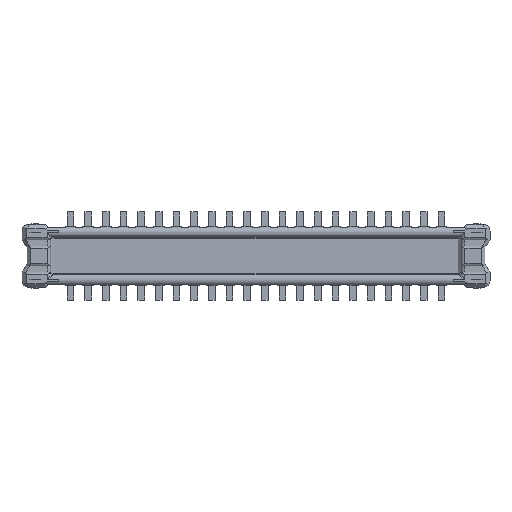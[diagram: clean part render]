
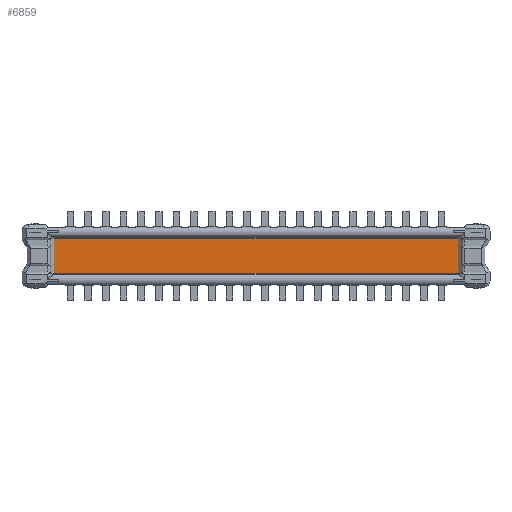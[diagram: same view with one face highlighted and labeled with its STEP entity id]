
A CAD part, top view. The second image highlights one B-rep face of the part: STEP entity #6859.
In plain terms, the highlighted planar face has unit normal (0, 0, 1).
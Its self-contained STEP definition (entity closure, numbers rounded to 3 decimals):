
#6782 = EDGE_CURVE ( 'NONE', #6864, #6783, #19688, .T. ) ;
#6783 = VERTEX_POINT ( 'NONE', #19684 ) ;
#6784 = ORIENTED_EDGE ( 'NONE', *, *, #6840, .F. ) ;
#6840 = EDGE_CURVE ( 'NONE', #6841, #6783, #19821, .T. ) ;
#6841 = VERTEX_POINT ( 'NONE', #19817 ) ;
#6842 = ORIENTED_EDGE ( 'NONE', *, *, #6843, .F. ) ;
#6843 = EDGE_CURVE ( 'NONE', #6863, #6841, #19816, .T. ) ;
#6859 = ADVANCED_FACE ( 'NONE', ( #19832 ), #19831, .F. ) ;
#6860 = EDGE_LOOP ( 'NONE', ( #6861, #6865, #6784, #6842 ) ) ;
#6861 = ORIENTED_EDGE ( 'NONE', *, *, #6862, .T. ) ;
#6862 = EDGE_CURVE ( 'NONE', #6863, #6864, #19825, .T. ) ;
#6863 = VERTEX_POINT ( 'NONE', #19882 ) ;
#6864 = VERTEX_POINT ( 'NONE', #19881 ) ;
#6865 = ORIENTED_EDGE ( 'NONE', *, *, #6782, .T. ) ;
#17841 = DIRECTION ( 'NONE',  ( 1., 0., 0. ) ) ;
#17842 = VECTOR ( 'NONE', #17841, 1000. ) ;
#19684 = CARTESIAN_POINT ( 'NONE',  ( 4.58, 0.39, 0.14 ) ) ;
#19685 = DIRECTION ( 'NONE',  ( 0., 1., 0. ) ) ;
#19686 = VECTOR ( 'NONE', #19685, 1000. ) ;
#19687 = CARTESIAN_POINT ( 'NONE',  ( 4.58, 0., 0.14 ) ) ;
#19688 = LINE ( 'NONE', #19687, #19686 ) ;
#19813 = DIRECTION ( 'NONE',  ( 0., 1., 0. ) ) ;
#19814 = VECTOR ( 'NONE', #19813, 1000. ) ;
#19815 = CARTESIAN_POINT ( 'NONE',  ( -4.58, 0., 0.14 ) ) ;
#19816 = LINE ( 'NONE', #19815, #19814 ) ;
#19817 = CARTESIAN_POINT ( 'NONE',  ( -4.58, 0.39, 0.14 ) ) ;
#19818 = DIRECTION ( 'NONE',  ( 1., 0., 0. ) ) ;
#19819 = VECTOR ( 'NONE', #19818, 1000. ) ;
#19820 = CARTESIAN_POINT ( 'NONE',  ( 3.516, 0.39, 0.14 ) ) ;
#19821 = LINE ( 'NONE', #19820, #19819 ) ;
#19825 = LINE ( 'NONE', #19830, #17842 ) ;
#19826 = DIRECTION ( 'NONE',  ( 0., 1., 0. ) ) ;
#19827 = DIRECTION ( 'NONE',  ( 0., 0., -1. ) ) ;
#19828 = CARTESIAN_POINT ( 'NONE',  ( 3.516, 0., 0.14 ) ) ;
#19829 = AXIS2_PLACEMENT_3D ( 'NONE', #19828, #19827, #19826 ) ;
#19830 = CARTESIAN_POINT ( 'NONE',  ( 3.516, -0.39, 0.14 ) ) ;
#19831 = PLANE ( 'NONE',  #19829 ) ;
#19832 = FACE_OUTER_BOUND ( 'NONE', #6860, .T. ) ;
#19881 = CARTESIAN_POINT ( 'NONE',  ( 4.58, -0.39, 0.14 ) ) ;
#19882 = CARTESIAN_POINT ( 'NONE',  ( -4.58, -0.39, 0.14 ) ) ;
